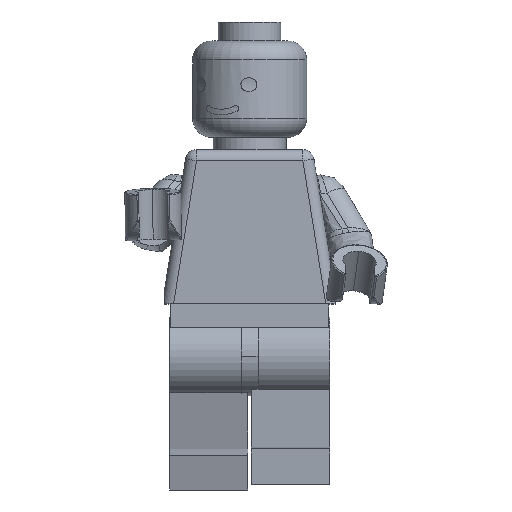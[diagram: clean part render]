
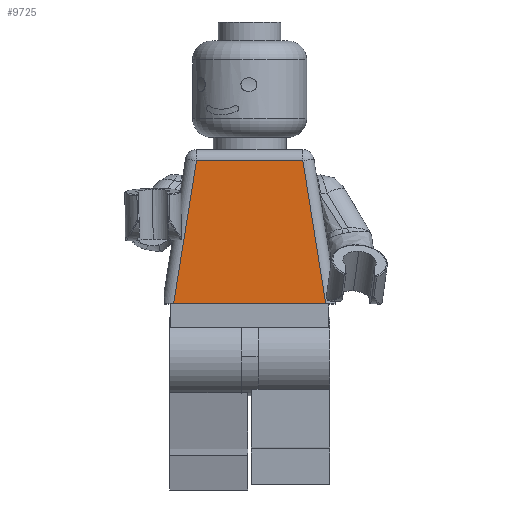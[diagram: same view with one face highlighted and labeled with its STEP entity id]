
A CAD part, top view. The second image highlights one B-rep face of the part: STEP entity #9725.
In plain terms, the highlighted planar face has unit normal (0, 0, 1).
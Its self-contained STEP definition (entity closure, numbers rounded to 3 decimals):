
#8426=CARTESIAN_POINT('',(6.797,-0.,3.9));
#8427=VERTEX_POINT('',#8426);
#8452=CARTESIAN_POINT('',(4.747,12.8,3.9));
#8453=VERTEX_POINT('',#8452);
#8461=CARTESIAN_POINT('',(6.797,-0.,3.9));
#8462=DIRECTION('',(-0.158,0.987,0.));
#8463=VECTOR('',#8462,12.963);
#8464=LINE('',#8461,#8463);
#8465=EDGE_CURVE('',#8427,#8453,#8464,.T.);
#8692=CARTESIAN_POINT('',(-4.747,12.8,3.9));
#8693=VERTEX_POINT('',#8692);
#8701=CARTESIAN_POINT('',(4.747,12.8,3.9));
#8702=DIRECTION('',(-1.,0.,0.));
#8703=VECTOR('',#8702,9.495);
#8704=LINE('',#8701,#8703);
#8705=EDGE_CURVE('',#8453,#8693,#8704,.T.);
#9333=CARTESIAN_POINT('',(-6.797,-0.,3.9));
#9334=VERTEX_POINT('',#9333);
#9342=CARTESIAN_POINT('',(-4.747,12.8,3.9));
#9343=DIRECTION('',(-0.158,-0.987,0.));
#9344=VECTOR('',#9343,12.963);
#9345=LINE('',#9342,#9344);
#9346=EDGE_CURVE('',#8693,#9334,#9345,.T.);
#9709=CARTESIAN_POINT('',(0.,0.,3.9));
#9710=DIRECTION('',(0.,0.,-1.));
#9711=DIRECTION('',(-1.,0.,0.));
#9712=AXIS2_PLACEMENT_3D('',#9709,#9710,#9711);
#9713=PLANE('',#9712);
#9714=ORIENTED_EDGE('',*,*,#8465,.T.);
#9715=ORIENTED_EDGE('',*,*,#8705,.T.);
#9716=ORIENTED_EDGE('',*,*,#9346,.T.);
#9717=CARTESIAN_POINT('',(-6.797,-0.,3.9));
#9718=DIRECTION('',(1.,0.,-0.));
#9719=VECTOR('',#9718,13.595);
#9720=LINE('',#9717,#9719);
#9721=EDGE_CURVE('',#9334,#8427,#9720,.T.);
#9722=ORIENTED_EDGE('',*,*,#9721,.T.);
#9723=EDGE_LOOP('',(#9714,#9715,#9716,#9722));
#9724=FACE_BOUND('',#9723,.T.);
#9725=ADVANCED_FACE('',(#9724),#9713,.F.);
